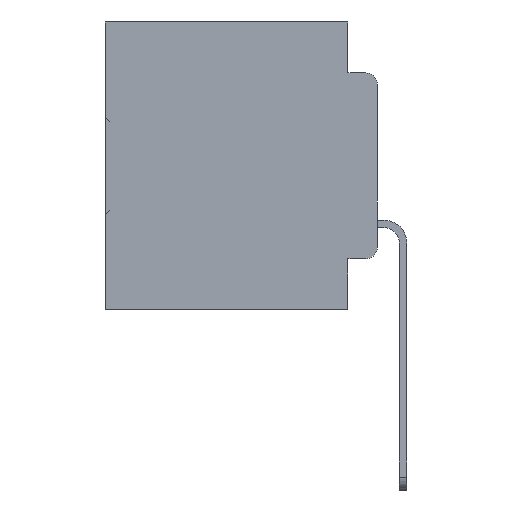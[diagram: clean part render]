
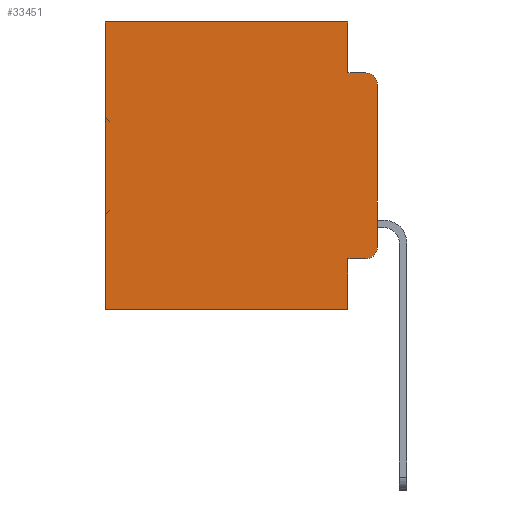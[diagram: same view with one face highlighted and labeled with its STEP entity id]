
A CAD part, left-side view. The second image highlights one B-rep face of the part: STEP entity #33451.
In plain terms, the highlighted planar face has unit normal (-1, 0, 0).
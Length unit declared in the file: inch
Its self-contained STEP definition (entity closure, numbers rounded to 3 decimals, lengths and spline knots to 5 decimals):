
#1220 = FACE_OUTER_BOUND ( 'NONE', #34291, .T. ) ;
#2100 = VERTEX_POINT ( 'NONE', #31512 ) ;
#2209 = LINE ( 'NONE', #4046, #16489 ) ;
#2395 = EDGE_CURVE ( 'NONE', #5927, #3651, #15708, .T. ) ;
#2587 = ORIENTED_EDGE ( 'NONE', *, *, #18822, .T. ) ;
#3651 = VERTEX_POINT ( 'NONE', #13629 ) ;
#3965 = LINE ( 'NONE', #8332, #37510 ) ;
#4046 = CARTESIAN_POINT ( 'NONE',  ( 0.298, 0.051, -0.0885 ) ) ;
#4151 = ORIENTED_EDGE ( 'NONE', *, *, #14440, .T. ) ;
#5451 = ORIENTED_EDGE ( 'NONE', *, *, #19070, .T. ) ;
#5586 = VECTOR ( 'NONE', #11807, 39.37008 ) ;
#5626 = ORIENTED_EDGE ( 'NONE', *, *, #2395, .F. ) ;
#5927 = VERTEX_POINT ( 'NONE', #24824 ) ;
#6139 = VECTOR ( 'NONE', #10590, 39.37008 ) ;
#6150 = DIRECTION ( 'NONE',  ( -1., 0., 0. ) ) ;
#6467 = CARTESIAN_POINT ( 'NONE',  ( 0.298, 0.02, -0.3915 ) ) ;
#6600 = DIRECTION ( 'NONE',  ( 0., 0., -1. ) ) ;
#7004 = PLANE ( 'NONE',  #22549 ) ;
#7065 = LINE ( 'NONE', #7628, #6139 ) ;
#7628 = CARTESIAN_POINT ( 'NONE',  ( 0.298, 0., 0. ) ) ;
#8332 = CARTESIAN_POINT ( 'NONE',  ( 0.298, 0., 0. ) ) ;
#8962 = EDGE_CURVE ( 'NONE', #16400, #34024, #7065, .T. ) ;
#9456 = EDGE_CURVE ( 'NONE', #32629, #30611, #34567, .T. ) ;
#9528 = DIRECTION ( 'NONE',  ( -1., 0., 0. ) ) ;
#9678 = DIRECTION ( 'NONE',  ( 0., 0., -1. ) ) ;
#10016 = CARTESIAN_POINT ( 'NONE',  ( 0.298, 0., -0.5 ) ) ;
#10017 = CARTESIAN_POINT ( 'NONE',  ( 0.298, 0.051, 0. ) ) ;
#10590 = DIRECTION ( 'NONE',  ( 0., 0., -1. ) ) ;
#10733 = LINE ( 'NONE', #10016, #32279 ) ;
#11187 = EDGE_CURVE ( 'NONE', #2100, #34024, #35875, .T. ) ;
#11807 = DIRECTION ( 'NONE',  ( 0., 0., -1. ) ) ;
#12068 = DIRECTION ( 'NONE',  ( 0., 0., -1. ) ) ;
#13629 = CARTESIAN_POINT ( 'NONE',  ( 0.298, 0.051, -0.5 ) ) ;
#14242 = CARTESIAN_POINT ( 'NONE',  ( 0.298, 0., -0.3915 ) ) ;
#14403 = CARTESIAN_POINT ( 'NONE',  ( 0.298, 0.051, 0. ) ) ;
#14440 = EDGE_CURVE ( 'NONE', #21628, #27841, #35629, .T. ) ;
#14946 = CARTESIAN_POINT ( 'NONE',  ( 0.298, 0.051, 0. ) ) ;
#15708 = LINE ( 'NONE', #14403, #5586 ) ;
#16068 = DIRECTION ( 'NONE',  ( 0., -1., 0. ) ) ;
#16202 = CARTESIAN_POINT ( 'NONE',  ( 0.298, 0.051, -0.4115 ) ) ;
#16236 = EDGE_CURVE ( 'NONE', #3651, #27841, #10733, .T. ) ;
#16400 = VERTEX_POINT ( 'NONE', #35042 ) ;
#16489 = VECTOR ( 'NONE', #32894, 39.37008 ) ;
#17803 = ORIENTED_EDGE ( 'NONE', *, *, #32149, .F. ) ;
#18822 = EDGE_CURVE ( 'NONE', #5927, #2100, #24161, .T. ) ;
#19070 = EDGE_CURVE ( 'NONE', #32629, #21628, #3965, .T. ) ;
#19386 = CIRCLE ( 'NONE', #21443, 0.02 ) ;
#21443 = AXIS2_PLACEMENT_3D ( 'NONE', #29496, #6150, #12068 ) ;
#21628 = VERTEX_POINT ( 'NONE', #26943 ) ;
#21973 = DIRECTION ( 'NONE',  ( 0., 0., -1. ) ) ;
#22549 = AXIS2_PLACEMENT_3D ( 'NONE', #30467, #33412, #9678 ) ;
#22806 = VECTOR ( 'NONE', #29979, 39.37008 ) ;
#23812 = CARTESIAN_POINT ( 'NONE',  ( 0.298, 0.473, -0.5 ) ) ;
#24161 = LINE ( 'NONE', #16202, #31055 ) ;
#24192 = EDGE_CURVE ( 'NONE', #16400, #37376, #19386, .T. ) ;
#24398 = ORIENTED_EDGE ( 'NONE', *, *, #24192, .T. ) ;
#24505 = CARTESIAN_POINT ( 'NONE',  ( 0.298, 0.02, -0.0885 ) ) ;
#24824 = CARTESIAN_POINT ( 'NONE',  ( 0.298, 0.051, -0.4115 ) ) ;
#26943 = CARTESIAN_POINT ( 'NONE',  ( 0.298, 0.473, 0. ) ) ;
#27841 = VERTEX_POINT ( 'NONE', #23812 ) ;
#28571 = ORIENTED_EDGE ( 'NONE', *, *, #9456, .F. ) ;
#28620 = DIRECTION ( 'NONE',  ( 0., 1., 0. ) ) ;
#29022 = ORIENTED_EDGE ( 'NONE', *, *, #16236, .F. ) ;
#29496 = CARTESIAN_POINT ( 'NONE',  ( 0.298, 0.02, -0.1085 ) ) ;
#29855 = CARTESIAN_POINT ( 'NONE',  ( 0.298, 0.473, 0. ) ) ;
#29979 = DIRECTION ( 'NONE',  ( 0., 0., -1. ) ) ;
#30467 = CARTESIAN_POINT ( 'NONE',  ( 0.298, 0., 0. ) ) ;
#30611 = VERTEX_POINT ( 'NONE', #38034 ) ;
#31055 = VECTOR ( 'NONE', #16068, 39.37008 ) ;
#31512 = CARTESIAN_POINT ( 'NONE',  ( 0.298, 0.02, -0.4115 ) ) ;
#31776 = VECTOR ( 'NONE', #21973, 39.37008 ) ;
#32149 = EDGE_CURVE ( 'NONE', #30611, #37376, #2209, .T. ) ;
#32176 = DIRECTION ( 'NONE',  ( 0., 1., 0. ) ) ;
#32279 = VECTOR ( 'NONE', #28620, 39.37008 ) ;
#32629 = VERTEX_POINT ( 'NONE', #14946 ) ;
#32894 = DIRECTION ( 'NONE',  ( 0., -1., 0. ) ) ;
#33412 = DIRECTION ( 'NONE',  ( 1., 0., 0. ) ) ;
#33451 = ADVANCED_FACE ( 'NONE', ( #1220 ), #7004, .F. ) ;
#34024 = VERTEX_POINT ( 'NONE', #14242 ) ;
#34291 = EDGE_LOOP ( 'NONE', ( #37303, #24398, #17803, #28571, #5451, #4151, #29022, #5626, #2587, #37082 ) ) ;
#34567 = LINE ( 'NONE', #10017, #31776 ) ;
#35042 = CARTESIAN_POINT ( 'NONE',  ( 0.298, 0., -0.1085 ) ) ;
#35629 = LINE ( 'NONE', #29855, #22806 ) ;
#35875 = CIRCLE ( 'NONE', #36602, 0.02 ) ;
#36602 = AXIS2_PLACEMENT_3D ( 'NONE', #6467, #9528, #6600 ) ;
#37082 = ORIENTED_EDGE ( 'NONE', *, *, #11187, .T. ) ;
#37303 = ORIENTED_EDGE ( 'NONE', *, *, #8962, .F. ) ;
#37376 = VERTEX_POINT ( 'NONE', #24505 ) ;
#37510 = VECTOR ( 'NONE', #32176, 39.37008 ) ;
#38034 = CARTESIAN_POINT ( 'NONE',  ( 0.298, 0.051, -0.0885 ) ) ;
